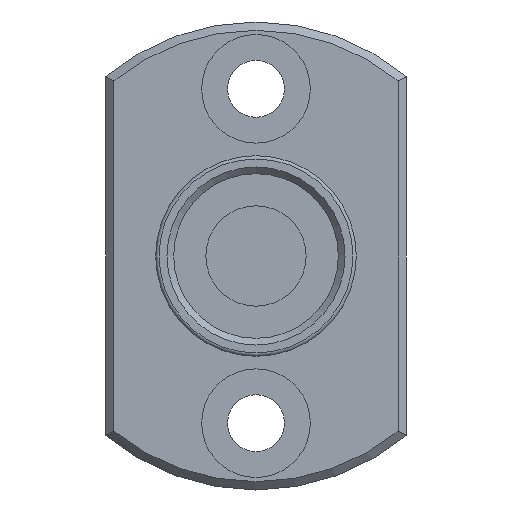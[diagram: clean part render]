
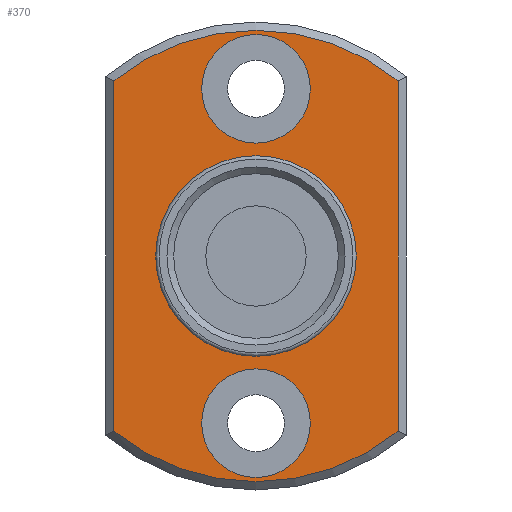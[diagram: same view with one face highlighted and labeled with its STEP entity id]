
A CAD part, front view. The second image highlights one B-rep face of the part: STEP entity #370.
In plain terms, the highlighted planar face has unit normal (0, -1, 0).
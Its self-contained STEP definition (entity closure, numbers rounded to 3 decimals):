
#75=CARTESIAN_POINT('',(8.5,-9.5,10.488));
#76=VERTEX_POINT('',#75);
#83=CARTESIAN_POINT('',(8.5,-9.5,-10.488));
#84=VERTEX_POINT('',#83);
#85=CARTESIAN_POINT('',(8.5,-9.5,10.488));
#86=DIRECTION('',(0.0,0.0,-1.0));
#87=VECTOR('',#86,20.976);
#88=LINE('',#85,#87);
#89=EDGE_CURVE('',#76,#84,#88,.T.);
#123=CARTESIAN_POINT('',(-8.5,-9.5,10.488));
#124=VERTEX_POINT('',#123);
#131=CARTESIAN_POINT('',(0.0,-9.5,0.0));
#132=DIRECTION('',(0.0,-1.0,0.0));
#133=DIRECTION('',(1.0,0.0,0.0));
#134=AXIS2_PLACEMENT_3D('',#131,#132,#133);
#135=CIRCLE('',#134,13.5);
#136=EDGE_CURVE('',#76,#124,#135,.T.);
#301=CARTESIAN_POINT('',(-8.5,-9.5,-10.488));
#302=VERTEX_POINT('',#301);
#309=CARTESIAN_POINT('',(-8.5,-9.5,-10.488));
#310=DIRECTION('',(0.0,0.0,1.0));
#311=VECTOR('',#310,20.976);
#312=LINE('',#309,#311);
#313=EDGE_CURVE('',#302,#124,#312,.T.);
#320=CARTESIAN_POINT('',(9.75,-9.5,0.0));
#321=DIRECTION('',(0.0,-1.0,0.0));
#322=DIRECTION('',(0.0,0.0,-1.0));
#323=AXIS2_PLACEMENT_3D('',#320,#321,#322);
#324=PLANE('',#323);
#325=ORIENTED_EDGE('',*,*,#89,.F.);
#326=ORIENTED_EDGE('',*,*,#136,.T.);
#327=ORIENTED_EDGE('',*,*,#313,.F.);
#328=CARTESIAN_POINT('',(0.0,-9.5,0.0));
#329=DIRECTION('',(0.0,-1.0,0.0));
#330=DIRECTION('',(1.0,0.0,0.0));
#331=AXIS2_PLACEMENT_3D('',#328,#329,#330);
#332=CIRCLE('',#331,13.5);
#333=EDGE_CURVE('',#302,#84,#332,.T.);
#334=ORIENTED_EDGE('',*,*,#333,.T.);
#335=EDGE_LOOP('',(#325,#326,#327,#334));
#336=FACE_OUTER_BOUND('',#335,.T.);
#337=CARTESIAN_POINT('',(6.,-9.5,0.0));
#338=VERTEX_POINT('',#337);
#339=CARTESIAN_POINT('',(0.0,-9.5,0.0));
#340=DIRECTION('',(0.0,-1.0,0.0));
#341=DIRECTION('',(1.0,0.0,0.0));
#342=AXIS2_PLACEMENT_3D('',#339,#340,#341);
#343=CIRCLE('',#342,6.);
#344=EDGE_CURVE('',#338,#338,#343,.T.);
#345=ORIENTED_EDGE('',*,*,#344,.F.);
#346=EDGE_LOOP('',(#345));
#347=FACE_BOUND('',#346,.T.);
#348=CARTESIAN_POINT('',(3.25,-9.5,10.));
#349=VERTEX_POINT('',#348);
#350=CARTESIAN_POINT('',(0.,-9.5,10.0));
#351=DIRECTION('',(0.0,1.0,0.0));
#352=DIRECTION('',(1.0,0.0,0.0));
#353=AXIS2_PLACEMENT_3D('',#350,#351,#352);
#354=CIRCLE('',#353,3.25);
#355=EDGE_CURVE('',#349,#349,#354,.T.);
#356=ORIENTED_EDGE('',*,*,#355,.T.);
#357=EDGE_LOOP('',(#356));
#358=FACE_BOUND('',#357,.T.);
#359=CARTESIAN_POINT('',(3.25,-9.5,-10.));
#360=VERTEX_POINT('',#359);
#361=CARTESIAN_POINT('',(0.,-9.5,-10.0));
#362=DIRECTION('',(0.0,1.0,0.0));
#363=DIRECTION('',(1.0,0.0,0.0));
#364=AXIS2_PLACEMENT_3D('',#361,#362,#363);
#365=CIRCLE('',#364,3.25);
#366=EDGE_CURVE('',#360,#360,#365,.T.);
#367=ORIENTED_EDGE('',*,*,#366,.T.);
#368=EDGE_LOOP('',(#367));
#369=FACE_BOUND('',#368,.T.);
#370=ADVANCED_FACE('',(#336,#347,#358,#369),#324,.T.);
